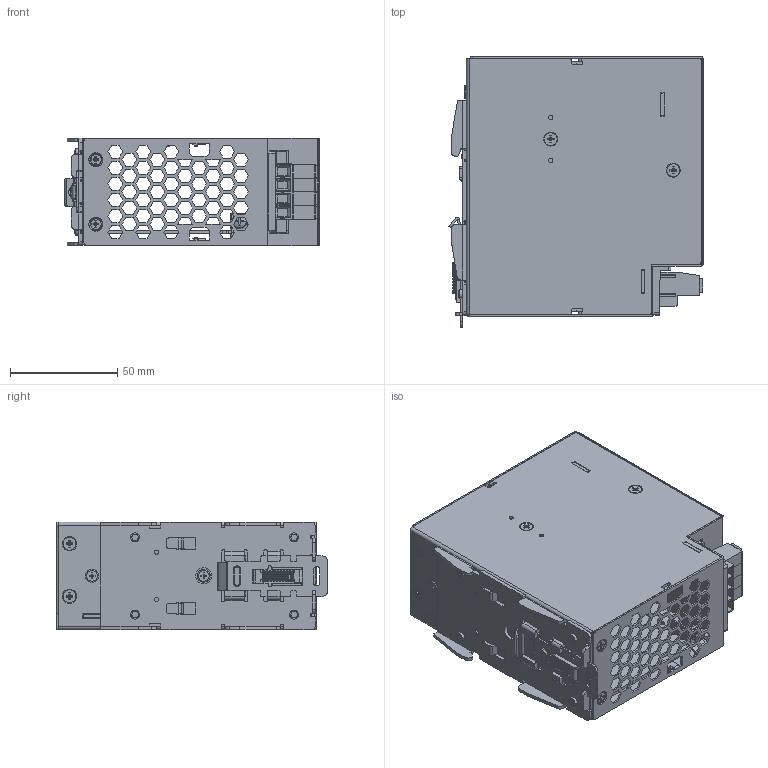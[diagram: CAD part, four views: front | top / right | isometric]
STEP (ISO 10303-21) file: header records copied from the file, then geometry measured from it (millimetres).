
FILE_DESCRIPTION(/* description */ ('Alibre Inc.'),/* implementation_level */ '2;1');
FILE_NAME(/* name */ 'export-176DF52C-002B-4FEE-85B7-9349E4AD8173',/* time_stamp */ '2021-11-06T15:34:32+01:00',/* author */ (''),/* organization */ (''),/* preprocessor_version */ 'ST-DEVELOPER v17',/* originating_system */ 'Alibre',/* authorisation */ '');
FILE_SCHEMA (('AUTOMOTIVE_DESIGN'));
Length unit declared in the file: millimetre
Products named in the file (37): 330314660101; 330314840101; 347205340000; 326355370202; 326838880000; 346130370000; 346008810000; 346209430000; 390018080000_ASM; 295805570X_PWB_MAIN-BOARD; 3461550200_; 296815030X_PWB_; 3076624046_A_PRT0001; 3076624046_A_PRT0002; 3076624046_EPK635VS-08P_ASM; ASSY_DCT-1503_ASM; 296815090X_PWB_; 3350940600; 3076611846_A_EHK508V-04P-BL; ASSY_DCT-1509_ASM; 3352085700_; EE_VR-ADJ; 3123307500_; EE_LED_NEW; ASSY_LED350_ASM; ASSY_PWB_DRP024V120W3BA_ASM; 3100020600; 3105220700; 3105282900; 3103380800; DRP024V120W3BA_ASM
Bounding box: 118.49 x 126 x 50.08 mm (x, y, z)
Volume: 105052.5 mm3; surface area: 176165.2 mm2
Topology: 40 solids, 40 shells, 5691 faces, 15193 edges, 9692 vertices
Faces by surface type: plane 3742, cylinder 1060, bspline 662, cone 133, torus 60, sphere 34
Entity records: 247236 total; most frequent: CARTESIAN_POINT 128880, ORIENTED_EDGE 26684, DIRECTION 18890, EDGE_CURVE 13342, VECTOR 9393, LINE 9393, VERTEX_POINT 8622, AXIS2_PLACEMENT_3D 6322
